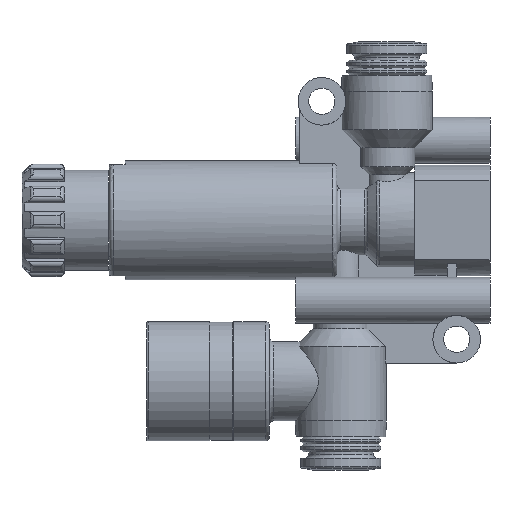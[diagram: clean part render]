
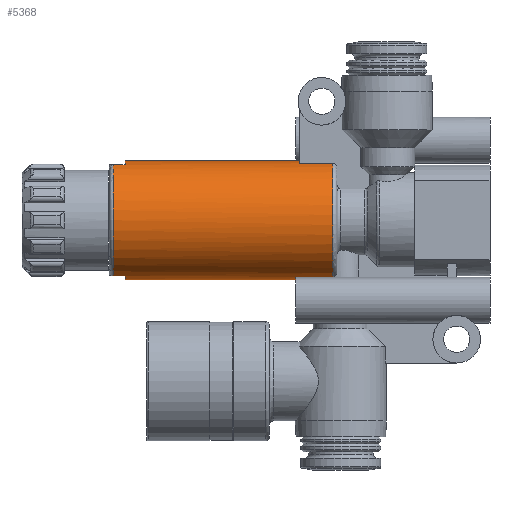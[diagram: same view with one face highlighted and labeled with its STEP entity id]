
A CAD part, left-side view. The second image highlights one B-rep face of the part: STEP entity #5368.
In plain terms, the highlighted cylindrical face has radius 7.5 mm (diameter 15 mm), a full revolution.
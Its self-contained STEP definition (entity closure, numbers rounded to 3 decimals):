
#181=LINE('',#7134,#375);
#182=LINE('',#7138,#376);
#183=LINE('',#7139,#377);
#184=LINE('',#7144,#378);
#185=LINE('',#7148,#379);
#186=LINE('',#7152,#380);
#375=VECTOR('',#6053,1000.);
#376=VECTOR('',#6056,1000.);
#377=VECTOR('',#6057,1000.);
#378=VECTOR('',#6060,1000.);
#379=VECTOR('',#6063,1000.);
#380=VECTOR('',#6066,1000.);
#569=B_SPLINE_CURVE_WITH_KNOTS('',3,(#7124,#7125,#7126,#7127,#7128,#7129,
#7130),.UNSPECIFIED.,.F.,.F.,(4,1,1,1,4),(0.,0.001,0.003,
0.004,0.006),.UNSPECIFIED.);
#738=ORIENTED_EDGE('',*,*,#1876,.F.);
#739=ORIENTED_EDGE('',*,*,#1877,.F.);
#740=ORIENTED_EDGE('',*,*,#1878,.F.);
#741=ORIENTED_EDGE('',*,*,#1879,.T.);
#742=ORIENTED_EDGE('',*,*,#1880,.T.);
#743=ORIENTED_EDGE('',*,*,#1881,.T.);
#744=ORIENTED_EDGE('',*,*,#1882,.F.);
#745=ORIENTED_EDGE('',*,*,#1883,.T.);
#746=ORIENTED_EDGE('',*,*,#1884,.F.);
#747=ORIENTED_EDGE('',*,*,#1885,.F.);
#748=ORIENTED_EDGE('',*,*,#1886,.F.);
#749=ORIENTED_EDGE('',*,*,#1887,.T.);
#750=ORIENTED_EDGE('',*,*,#1888,.F.);
#751=ORIENTED_EDGE('',*,*,#1889,.F.);
#1876=EDGE_CURVE('',#2445,#2446,#2845,.T.);
#1877=EDGE_CURVE('',#2447,#2445,#569,.T.);
#1878=EDGE_CURVE('',#2448,#2447,#2846,.T.);
#1879=EDGE_CURVE('',#2448,#2449,#181,.F.);
#1880=EDGE_CURVE('',#2449,#2450,#2847,.T.);
#1881=EDGE_CURVE('',#2450,#2446,#182,.T.);
#1882=EDGE_CURVE('',#2451,#2452,#183,.T.);
#1883=EDGE_CURVE('',#2451,#2453,#2848,.T.);
#1884=EDGE_CURVE('',#2454,#2453,#184,.F.);
#1885=EDGE_CURVE('',#2455,#2454,#2849,.T.);
#1886=EDGE_CURVE('',#2456,#2455,#185,.T.);
#1887=EDGE_CURVE('',#2456,#2457,#2850,.T.);
#1888=EDGE_CURVE('',#2458,#2457,#186,.F.);
#1889=EDGE_CURVE('',#2452,#2458,#2851,.T.);
#2445=VERTEX_POINT('',#7122);
#2446=VERTEX_POINT('',#7123);
#2447=VERTEX_POINT('',#7131);
#2448=VERTEX_POINT('',#7133);
#2449=VERTEX_POINT('',#7135);
#2450=VERTEX_POINT('',#7137);
#2451=VERTEX_POINT('',#7140);
#2452=VERTEX_POINT('',#7141);
#2453=VERTEX_POINT('',#7143);
#2454=VERTEX_POINT('',#7145);
#2455=VERTEX_POINT('',#7147);
#2456=VERTEX_POINT('',#7149);
#2457=VERTEX_POINT('',#7151);
#2458=VERTEX_POINT('',#7153);
#2845=CIRCLE('',#5607,7.5);
#2846=CIRCLE('',#5608,7.5);
#2847=CIRCLE('',#5609,7.5);
#2848=CIRCLE('',#5610,7.5);
#2849=CIRCLE('',#5611,7.5);
#2850=CIRCLE('',#5612,7.5);
#2851=CIRCLE('',#5613,7.5);
#3051=EDGE_LOOP('',(#738,#739,#740,#741,#742,#743));
#3052=EDGE_LOOP('',(#744,#745,#746,#747,#748,#749,#750,#751));
#3356=FACE_BOUND('',#3051,.T.);
#3357=FACE_BOUND('',#3052,.T.);
#3661=CYLINDRICAL_SURFACE('',#5606,7.5);
#5368=ADVANCED_FACE('',(#3356,#3357),#3661,.T.);
#5606=AXIS2_PLACEMENT_3D('',#7120,#6047,#6048);
#5607=AXIS2_PLACEMENT_3D('',#7121,#6049,#6050);
#5608=AXIS2_PLACEMENT_3D('',#7132,#6051,#6052);
#5609=AXIS2_PLACEMENT_3D('',#7136,#6054,#6055);
#5610=AXIS2_PLACEMENT_3D('',#7142,#6058,#6059);
#5611=AXIS2_PLACEMENT_3D('',#7146,#6061,#6062);
#5612=AXIS2_PLACEMENT_3D('',#7150,#6064,#6065);
#5613=AXIS2_PLACEMENT_3D('',#7154,#6067,#6068);
#6047=DIRECTION('',(0.,-1.,0.));
#6048=DIRECTION('',(0.,0.,-1.));
#6049=DIRECTION('',(0.,-1.,0.));
#6050=DIRECTION('',(0.,0.,-1.));
#6051=DIRECTION('',(0.,-1.,0.));
#6052=DIRECTION('',(0.,0.,-1.));
#6053=DIRECTION('',(0.,-1.,0.));
#6054=DIRECTION('',(0.,1.,0.));
#6055=DIRECTION('',(0.,0.,1.));
#6056=DIRECTION('',(0.,-1.,0.));
#6057=DIRECTION('',(0.,-1.,0.));
#6058=DIRECTION('',(0.,-1.,0.));
#6059=DIRECTION('',(0.,0.,-1.));
#6060=DIRECTION('',(0.,-1.,0.));
#6061=DIRECTION('',(0.,1.,0.));
#6062=DIRECTION('',(0.,0.,1.));
#6063=DIRECTION('',(0.,-1.,0.));
#6064=DIRECTION('',(0.,-1.,0.));
#6065=DIRECTION('',(0.,0.,-1.));
#6066=DIRECTION('',(0.,-1.,0.));
#6067=DIRECTION('',(0.,1.,0.));
#6068=DIRECTION('',(0.,0.,1.));
#7120=CARTESIAN_POINT('',(0.,0.,0.));
#7121=CARTESIAN_POINT('',(0.,19.8,0.));
#7122=CARTESIAN_POINT('',(2.291,19.8,-7.141));
#7123=CARTESIAN_POINT('',(2.1,19.8,7.2));
#7124=CARTESIAN_POINT('',(-2.291,19.8,-7.141));
#7125=CARTESIAN_POINT('',(-2.096,20.247,-7.204));
#7126=CARTESIAN_POINT('',(-1.459,21.002,-7.394));
#7127=CARTESIAN_POINT('',(-0.001,21.449,-7.553));
#7128=CARTESIAN_POINT('',(1.457,21.003,-7.394));
#7129=CARTESIAN_POINT('',(2.096,20.247,-7.204));
#7130=CARTESIAN_POINT('',(2.291,19.8,-7.141));
#7131=CARTESIAN_POINT('',(-2.291,19.8,-7.141));
#7132=CARTESIAN_POINT('',(0.,19.8,0.));
#7133=CARTESIAN_POINT('',(-2.2,19.8,7.17));
#7134=CARTESIAN_POINT('',(-2.2,0.,7.17));
#7135=CARTESIAN_POINT('',(-2.2,24.,7.17));
#7136=CARTESIAN_POINT('',(0.,24.,0.));
#7137=CARTESIAN_POINT('',(2.1,24.,7.2));
#7138=CARTESIAN_POINT('',(2.1,0.,7.2));
#7139=CARTESIAN_POINT('',(2.693,0.,-7.));
#7140=CARTESIAN_POINT('',(2.693,47.5,-7.));
#7141=CARTESIAN_POINT('',(2.693,46.,-7.));
#7142=CARTESIAN_POINT('',(0.,47.5,0.));
#7143=CARTESIAN_POINT('',(2.693,47.5,7.));
#7144=CARTESIAN_POINT('',(2.693,0.,7.));
#7145=CARTESIAN_POINT('',(2.693,46.,7.));
#7146=CARTESIAN_POINT('',(0.,46.,0.));
#7147=CARTESIAN_POINT('',(-2.693,46.,7.));
#7148=CARTESIAN_POINT('',(-2.693,0.,7.));
#7149=CARTESIAN_POINT('',(-2.693,47.5,7.));
#7150=CARTESIAN_POINT('',(0.,47.5,0.));
#7151=CARTESIAN_POINT('',(-2.693,47.5,-7.));
#7152=CARTESIAN_POINT('',(-2.693,0.,-7.));
#7153=CARTESIAN_POINT('',(-2.693,46.,-7.));
#7154=CARTESIAN_POINT('',(0.,46.,0.));
